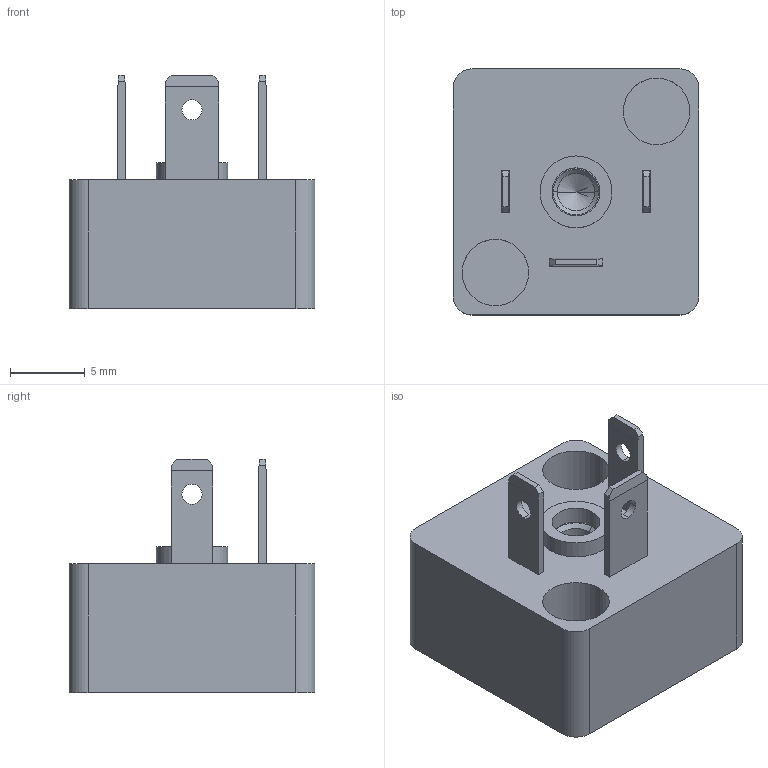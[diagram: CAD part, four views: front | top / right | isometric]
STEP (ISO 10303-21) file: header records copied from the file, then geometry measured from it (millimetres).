
FILE_DESCRIPTION (( 'STEP AP214' ), '1' );
FILE_NAME ('AVPS1-BP.step', '2016-07-27T15:10:09', ( '' ), ( '' ), 'SwSTEP 2.0', 'SolidWorks 2016', '' );
FILE_SCHEMA (( 'AUTOMOTIVE_DESIGN' ));
Length unit declared in the file: inch
Products named in the file (1): AVPS1-BP
Bounding box: 16.43 x 16.43 x 15.57 mm (x, y, z)
Volume: 2180.7 mm3; surface area: 1433.4 mm2
Topology: 1 solids, 1 shells, 61 faces, 152 edges, 99 vertices
Faces by surface type: plane 37, cylinder 20, cone 4
Entity records: 2348 total; most frequent: DIRECTION 316, CARTESIAN_POINT 311, ORIENTED_EDGE 300, EDGE_CURVE 150, LINE 108, VECTOR 108, AXIS2_PLACEMENT_3D 104, VERTEX_POINT 99
